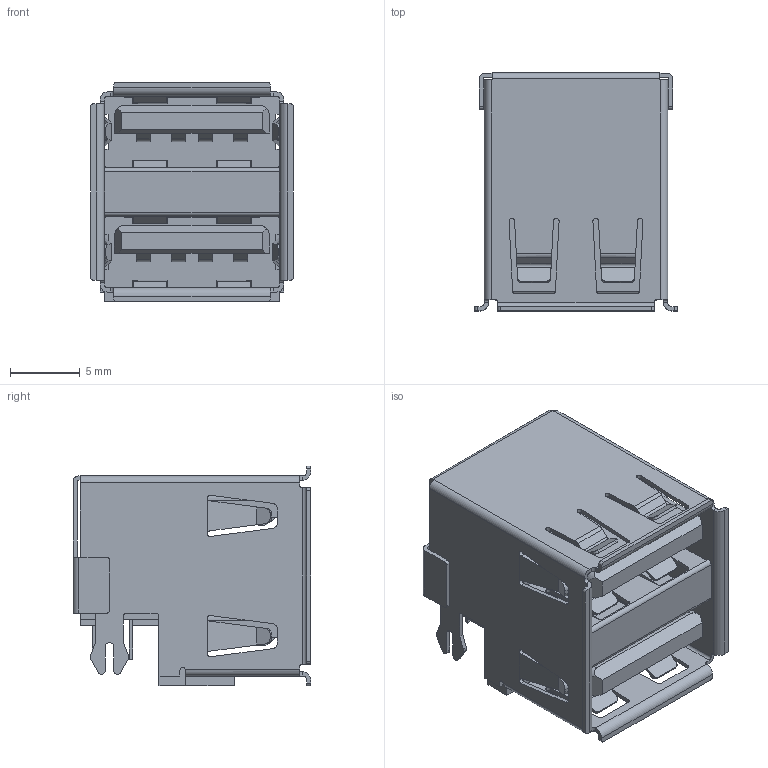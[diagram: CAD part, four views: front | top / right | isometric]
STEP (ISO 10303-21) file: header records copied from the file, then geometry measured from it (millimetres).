
FILE_DESCRIPTION (( 'STEP AP203' ), '1' );
FILE_NAME ('USB-A-TH_907-411A1016P10200.STEP', '2022-10-23T10:03:42', ( '' ), ( '' ), 'SwSTEP 2.0', 'SolidWorks 2022', '' );
FILE_SCHEMA (( 'CONFIG_CONTROL_DESIGN' ));
Length unit declared in the file: millimetre
Products named in the file (2): COMPOUND^USB-A-TH_907-411A1016P10200; USB-A-TH_907-411A1016P10200
Assembly tree (1 placements, depth 2):
  USB-A-TH_907-411A1016P10200
    COMPOUND^USB-A-TH_907-411A1016P10200
Bounding box: 14.5 x 17 x 15.7 mm (x, y, z)
Volume: 1064.4 mm3; surface area: 3940.3 mm2
Topology: 12 solids, 12 shells, 1000 faces, 2774 edges, 1836 vertices
Faces by surface type: plane 647, cylinder 241, bspline 112
Entity records: 33114 total; most frequent: CARTESIAN_POINT 8162, ORIENTED_EDGE 5548, DIRECTION 4532, EDGE_CURVE 2774, VECTOR 2048, LINE 2048, VERTEX_POINT 1836, AXIS2_PLACEMENT_3D 1242
